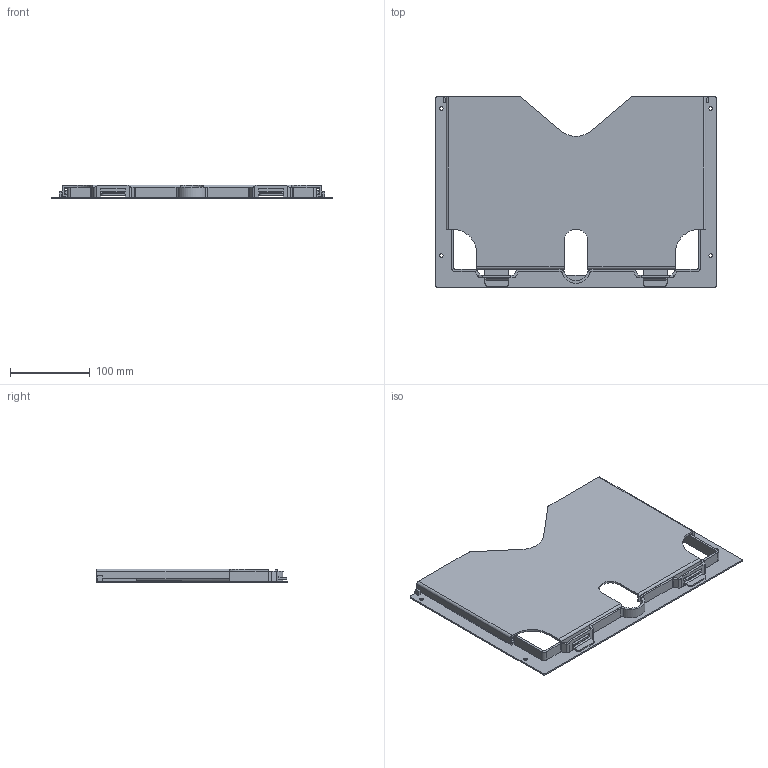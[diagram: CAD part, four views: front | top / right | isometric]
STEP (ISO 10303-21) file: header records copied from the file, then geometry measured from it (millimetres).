
FILE_DESCRIPTION (( 'STEP AP203' ), '1' );
FILE_NAME ('C-26-C-A4-ヨコ.STEP', '2020-09-10T07:23:32', ( '' ), ( '' ), 'SwSTEP 2.0', 'SolidWorks 2018', '' );
FILE_SCHEMA (( 'CONFIG_CONTROL_DESIGN' ));
Length unit declared in the file: millimetre
Products named in the file (3): C-26-C-A4-ヨコ; C-26-C-A4-ヨコ_ベース_公開用; C-26-C-A4-ヨコ_カバー_公開用
Assembly tree (2 placements, depth 2):
  C-26-C-A4-ヨコ
    C-26-C-A4-ヨコ_ベース_公開用
    C-26-C-A4-ヨコ_カバー_公開用
Bounding box: 353 x 240 x 17.3 mm (x, y, z)
Volume: 238032.9 mm3; surface area: 206076 mm2
Topology: 2 solids, 2 shells, 213 faces, 609 edges, 404 vertices
Faces by surface type: plane 150, cylinder 63
Entity records: 7266 total; most frequent: CARTESIAN_POINT 1243, ORIENTED_EDGE 1218, DIRECTION 1175, EDGE_CURVE 609, LINE 471, VECTOR 471, VERTEX_POINT 404, AXIS2_PLACEMENT_3D 352
